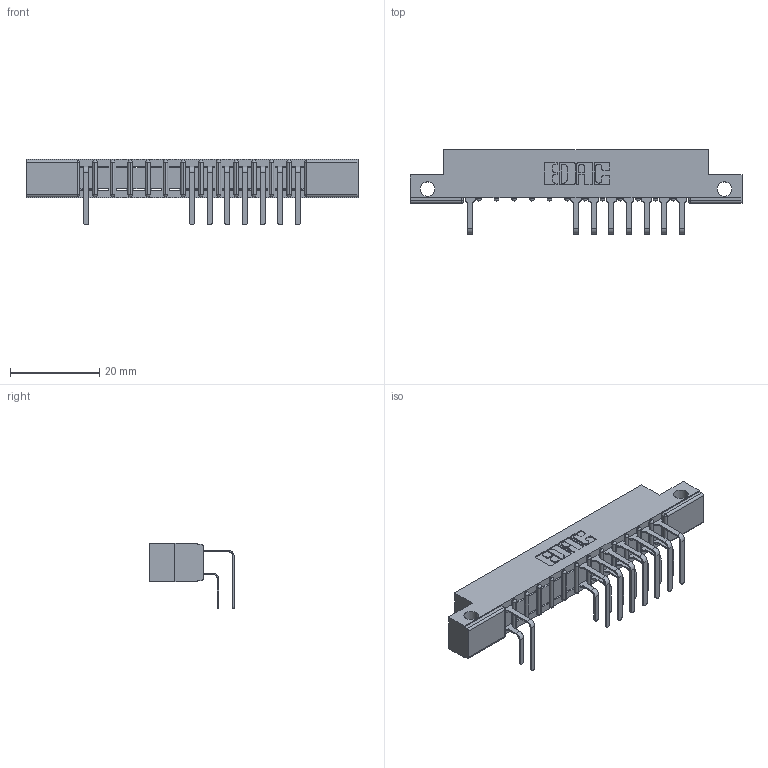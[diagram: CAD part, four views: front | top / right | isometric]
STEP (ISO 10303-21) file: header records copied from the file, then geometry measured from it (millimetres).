
FILE_DESCRIPTION (( 'STEP AP203' ), '1' );
FILE_NAME ('307-013-558-112.STEP', '2018-08-02T23:50:27', ( '' ), ( '' ), 'SwSTEP 2.0', 'SolidWorks 2016', '' );
FILE_SCHEMA (( 'CONFIG_CONTROL_DESIGN' ));
Length unit declared in the file: inch
Products named in the file (4): 307-013-558-112; 307 Part_.128 Dia Side Mounting Holes; 307-290-001_558 559 - 1 (Single); 307-290-001_558 - 2 (Single)
Assembly tree (17 placements, depth 2):
  307-013-558-112
    307 Part_.128 Dia Side Mounting Holes
    307-290-001_558 559 - 1 (Single)  x8
    307-290-001_558 - 2 (Single)  x8
Bounding box: 74.52 x 18.96 x 14.81 mm (x, y, z)
Volume: 4741.2 mm3; surface area: 7401.2 mm2
Topology: 17 solids, 17 shells, 1032 faces, 2915 edges, 1882 vertices
Faces by surface type: plane 658, cylinder 346, sphere 28
Entity records: 16265 total; most frequent: CARTESIAN_POINT 2713, ORIENTED_EDGE 2694, DIRECTION 2659, EDGE_CURVE 1347, LINE 1019, VECTOR 1019, VERTEX_POINT 874, AXIS2_PLACEMENT_3D 820
